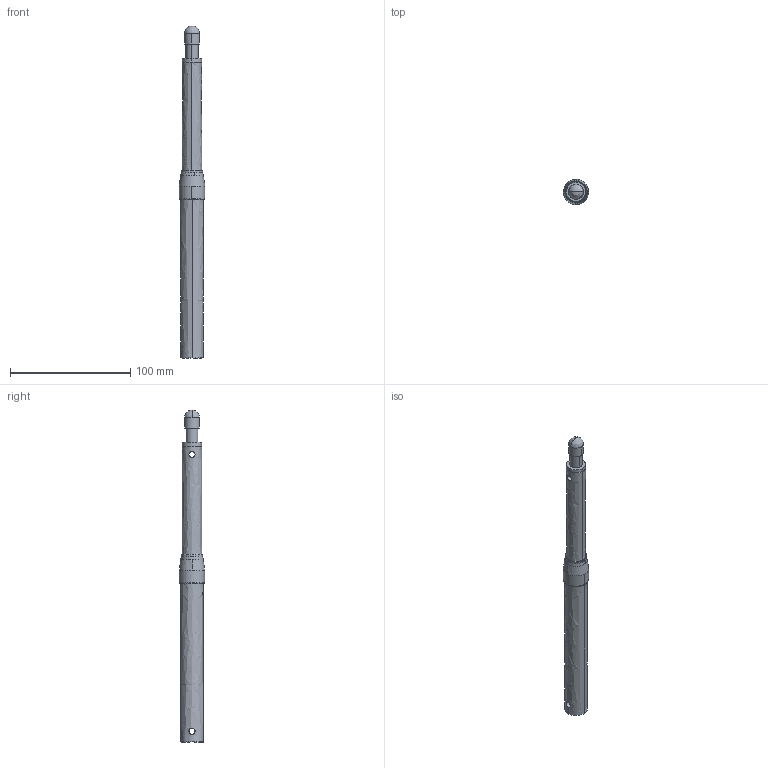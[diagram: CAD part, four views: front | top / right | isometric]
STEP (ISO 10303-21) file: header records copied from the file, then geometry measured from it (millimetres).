
FILE_DESCRIPTION((''),'2;1');
FILE_NAME('','2015-01-07T09:55:19',(''),(''),'','CADfix','');
FILE_SCHEMA(('AUTOMOTIVE_DESIGN { 1 0 10303 214 1 1 1 1 }'));
Length unit declared in the file: millimetre
Bounding box: 21 x 20.96 x 276 mm (x, y, z)
Volume: 65782.4 mm3; surface area: 17099.9 mm2
Topology: 2 solids, 2 shells, 45 faces, 146 edges, 116 vertices
Faces by surface type: bspline 45
Entity records: 2641 total; most frequent: CARTESIAN_POINT 1842, ORIENTED_EDGE 284, EDGE_CURVE 142, VERTEX_POINT 108, EDGE_LOOP 56, FACE_OUTER_BOUND 45, ADVANCED_FACE 45, B_SPLINE_CURVE_WITH_KNOTS 26
